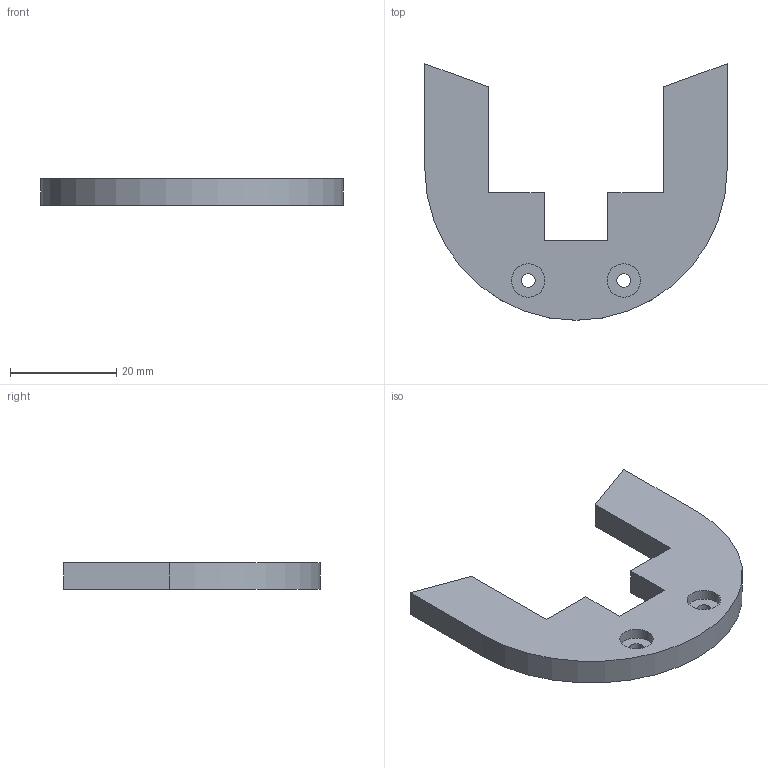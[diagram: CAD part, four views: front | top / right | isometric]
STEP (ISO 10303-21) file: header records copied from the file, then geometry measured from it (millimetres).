
FILE_DESCRIPTION(('FreeCAD Model'),'2;1');
FILE_NAME('Open CASCADE Shape Model','2025-03-18T18:18:27',('Author'),( ''),'Open CASCADE STEP processor 7.8','FreeCAD','Unknown');
FILE_SCHEMA(('AUTOMOTIVE_DESIGN { 1 0 10303 214 1 1 1 1 }'));
Length unit declared in the file: millimetre
Products named in the file (1): claw
Bounding box: 57 x 48.37 x 5 mm (x, y, z)
Volume: 7062.4 mm3; surface area: 4223.6 mm2
Topology: 1 solids, 1 shells, 20 faces, 48 edges, 32 vertices
Faces by surface type: plane 15, cylinder 5
Full cylindrical faces by diameter (mm): 2.6 x2, 6.3 x2
Entity records: 612 total; most frequent: CARTESIAN_POINT 101, DIRECTION 100, ORIENTED_EDGE 96, EDGE_CURVE 48, LINE 38, VECTOR 38, VERTEX_POINT 32, AXIS2_PLACEMENT_3D 31
